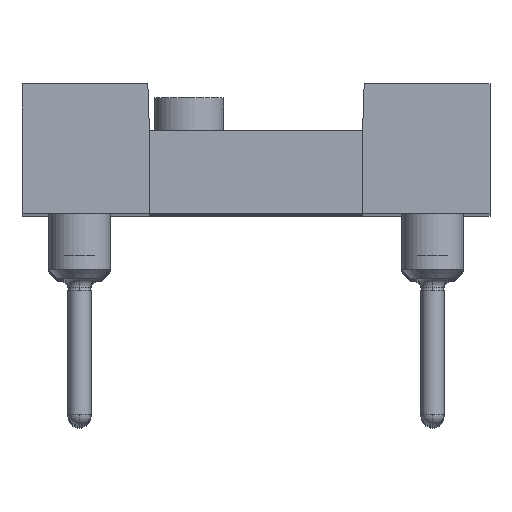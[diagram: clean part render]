
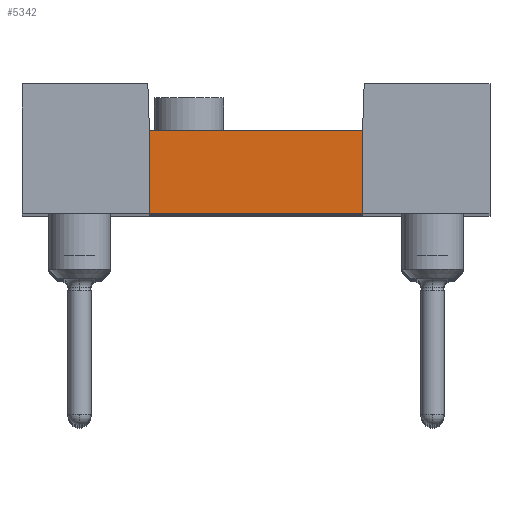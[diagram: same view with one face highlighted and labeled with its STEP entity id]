
A CAD part, top view. The second image highlights one B-rep face of the part: STEP entity #5342.
In plain terms, the highlighted planar face has unit normal (0, 0, 1).
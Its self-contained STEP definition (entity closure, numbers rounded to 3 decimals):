
#5342=ADVANCED_FACE('',(#12745),#12746,.T.);
#9136=VERTEX_POINT('',#17285);
#9140=VERTEX_POINT('',#17289);
#9142=EDGE_CURVE('',#9136,#9140,#17291,.T.);
#9226=VERTEX_POINT('',#17375);
#9228=EDGE_CURVE('',#9140,#9226,#17377,.T.);
#9236=VERTEX_POINT('',#17385);
#9238=EDGE_CURVE('',#9236,#9136,#17387,.T.);
#9240=EDGE_CURVE('',#9226,#9236,#17389,.T.);
#12745=FACE_OUTER_BOUND('',#20884,.T.);
#12746=PLANE('',#20885);
#17285=CARTESIAN_POINT('',(-2.3,1.8,17.45));
#17289=CARTESIAN_POINT('',(2.3,1.8,17.45));
#17291=LINE('',#26703,#26704);
#17375=CARTESIAN_POINT('',(2.3,0.,17.45));
#17377=LINE('',#26839,#26840);
#17385=CARTESIAN_POINT('',(-2.3,0.,17.45));
#17387=LINE('',#26855,#26856);
#17389=LINE('',#26859,#26860);
#20884=EDGE_LOOP('',(#35981,#35982,#35983,#35984));
#20885=AXIS2_PLACEMENT_3D('',#35985,#35986,#35987);
#26703=CARTESIAN_POINT('',(-1.15,1.8,17.45));
#26704=VECTOR('',#39952,1.0);
#26839=CARTESIAN_POINT('',(2.3,1.5,17.45));
#26840=VECTOR('',#39982,1.0);
#26855=CARTESIAN_POINT('',(-2.3,1.5,17.45));
#26856=VECTOR('',#39985,1.0);
#26859=CARTESIAN_POINT('',(2.525,0.,17.45));
#26860=VECTOR('',#39986,1.0);
#35981=ORIENTED_EDGE('',*,*,#9142,.F.);
#35982=ORIENTED_EDGE('',*,*,#9238,.F.);
#35983=ORIENTED_EDGE('',*,*,#9240,.F.);
#35984=ORIENTED_EDGE('',*,*,#9228,.F.);
#35985=CARTESIAN_POINT('',(0.0,1.5,17.45));
#35986=DIRECTION('',(0.0,0.0,1.0));
#35987=DIRECTION('',(1.0,-0.0,0.0));
#39952=DIRECTION('',(1.0,0.,0.0));
#39982=DIRECTION('',(0.0,-1.0,0.0));
#39985=DIRECTION('',(0.0,1.0,0.0));
#39986=DIRECTION('',(-1.0,0.0,0.0));
